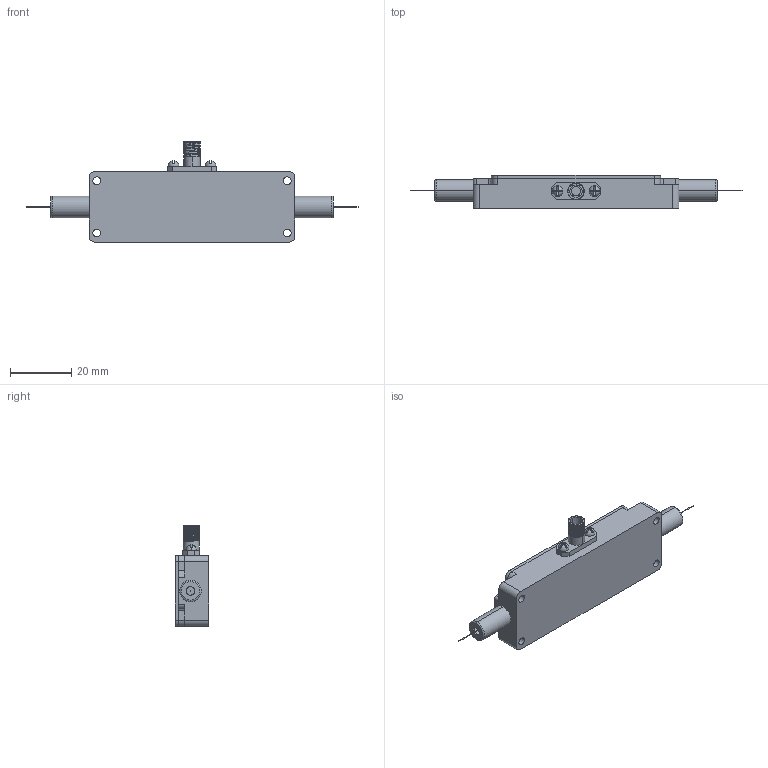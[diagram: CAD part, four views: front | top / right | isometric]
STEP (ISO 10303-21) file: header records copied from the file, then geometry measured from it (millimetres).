
FILE_DESCRIPTION((''),'2;1');
FILE_NAME('QJ-019-ZJ434A_ASM','2024-11-01T',('ASUS-PN60'),(''),'PRO/ENGINEER BY PARAMETRIC TECHNOLOGY CORPORATION, 2009400','PRO/ENGINEER BY PARAMETRIC TECHNOLOGY CORPORATION, 2009400','');
FILE_SCHEMA(('CONFIG_CONTROL_DESIGN'));
Length unit declared in the file: millimetre
Products named in the file (8): QJ-019-435F; QJ-019-436C; BOLIGUANG; SMAU; ZHUNZHIQI; QJ-019-438D; M2X4_GB818; QJ-019-ZJ434A_ASM
Assembly tree (11 placements, depth 2):
  QJ-019-ZJ434A_ASM
    QJ-019-435F
    QJ-019-436C
    BOLIGUANG  x2
    SMAU
    ZHUNZHIQI  x2
    QJ-019-438D  x2
    M2X4_GB818  x2
Bounding box: 108 x 11 x 32.7 mm (x, y, z)
Volume: 11007.9 mm3; surface area: 12176.1 mm2
Topology: 9 solids, 23 shells, 329 faces, 826 edges, 543 vertices
Faces by surface type: cylinder 178, plane 124, bspline 11, sphere 8, torus 8
Entity records: 13652 total; most frequent: CARTESIAN_POINT 6866, DIRECTION 1461, ORIENTED_EDGE 1304, EDGE_CURVE 672, AXIS2_PLACEMENT_3D 573, VERTEX_POINT 446, VECTOR 315, LINE 315
